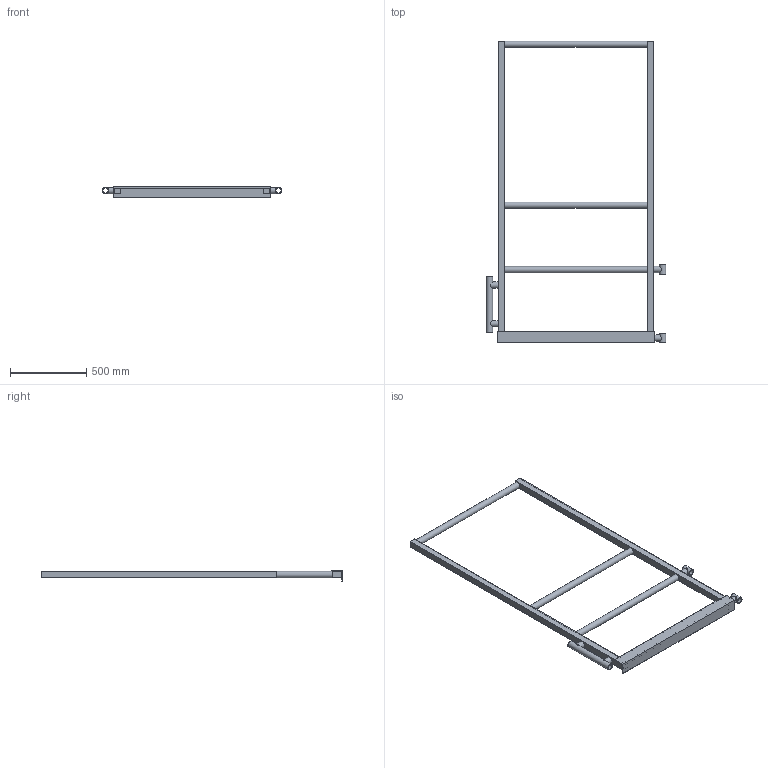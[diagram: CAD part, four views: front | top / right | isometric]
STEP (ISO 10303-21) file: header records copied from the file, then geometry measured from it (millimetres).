
FILE_DESCRIPTION(/* description */ (''),/* implementation_level */ '2;1');
FILE_NAME(/* name */ 'GE-18012.iam.stp',/* time_stamp */ '2018-01-01T11:22:31-08:00',/* author */ ('PhillipD'),/* organization */ (''),/* preprocessor_version */ 'ST-DEVELOPER v16.13',/* originating_system */ 'Autodesk Inventor 2018',/* authorisation */ '');
FILE_SCHEMA (('CONFIG_CONTROL_DESIGN','AUTOMOTIVE_DESIGN { 1 0 10303 214 3 1 1 }'));
Length unit declared in the file: inch
Products named in the file (7): GE-18012; GE-18012-01; GE-18012-02; GE-18012-03; GE-18012-04; GE-18012-05; GE-18012-06
Assembly tree (13 placements, depth 2):
  GE-18012
    GE-18012-01
    GE-18012-02  x2
    GE-18012-03  x3
    GE-18012-04  x4
    GE-18012-05  x2
    GE-18012-06
Bounding box: 1178.81 x 1981.2 x 76.2 mm (x, y, z)
Volume: 4530208.8 mm3; surface area: 2462996.2 mm2
Topology: 13 solids, 13 shells, 81 faces, 171 edges, 114 vertices
Faces by surface type: plane 54, cylinder 27
Full cylindrical faces by diameter (mm): 35.052 x10, 42.164 x10
Entity records: 1566 total; most frequent: CARTESIAN_POINT 260, DIRECTION 221, ORIENTED_EDGE 156, AXIS2_PLACEMENT_3D 84, EDGE_CURVE 78, EDGE_LOOP 57, VERTEX_POINT 57, LINE 53
